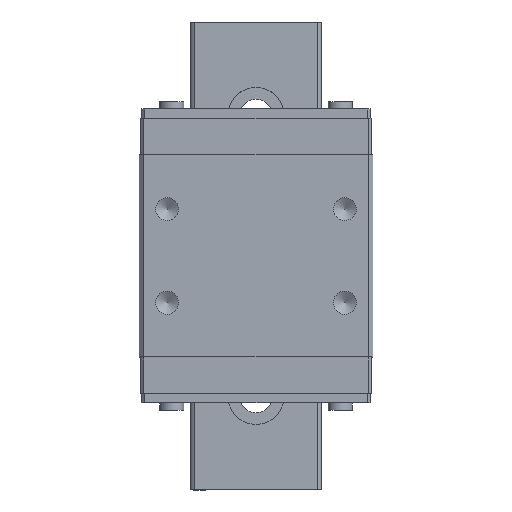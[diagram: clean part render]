
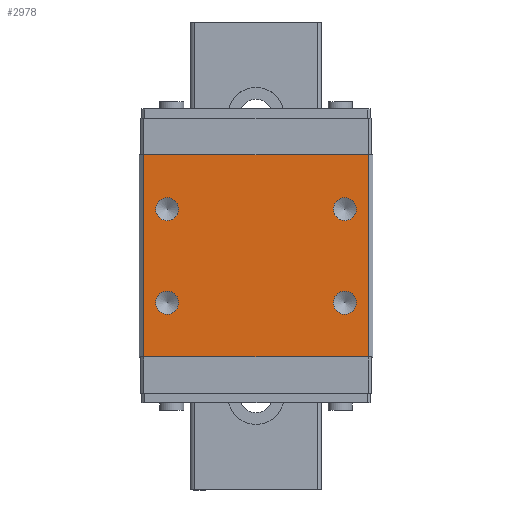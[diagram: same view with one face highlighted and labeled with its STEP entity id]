
A CAD part, top view. The second image highlights one B-rep face of the part: STEP entity #2978.
In plain terms, the highlighted planar face has unit normal (0, 0, 1).
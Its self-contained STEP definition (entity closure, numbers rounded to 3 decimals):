
#172=LINE('',#5541,#524);
#173=LINE('',#5551,#525);
#174=LINE('',#5553,#526);
#175=LINE('',#5555,#527);
#524=VECTOR('',#4645,1000.);
#525=VECTOR('',#4656,1000.);
#526=VECTOR('',#4657,1000.);
#527=VECTOR('',#4658,1000.);
#766=PLANE('',#4174);
#1142=ORIENTED_EDGE('',*,*,#1905,.T.);
#1143=ORIENTED_EDGE('',*,*,#1906,.T.);
#1144=ORIENTED_EDGE('',*,*,#1907,.T.);
#1145=ORIENTED_EDGE('',*,*,#1908,.T.);
#1146=ORIENTED_EDGE('',*,*,#1909,.F.);
#1147=ORIENTED_EDGE('',*,*,#1904,.F.);
#1148=ORIENTED_EDGE('',*,*,#1910,.T.);
#1149=ORIENTED_EDGE('',*,*,#1911,.T.);
#1904=EDGE_CURVE('',#2299,#2298,#172,.T.);
#1905=EDGE_CURVE('',#2300,#2300,#2486,.T.);
#1906=EDGE_CURVE('',#2301,#2301,#2487,.T.);
#1907=EDGE_CURVE('',#2302,#2302,#2488,.T.);
#1908=EDGE_CURVE('',#2303,#2303,#2489,.T.);
#1909=EDGE_CURVE('',#2298,#2304,#173,.T.);
#1910=EDGE_CURVE('',#2299,#2305,#174,.T.);
#1911=EDGE_CURVE('',#2305,#2304,#175,.T.);
#2298=VERTEX_POINT('',#5538);
#2299=VERTEX_POINT('',#5540);
#2300=VERTEX_POINT('',#5544);
#2301=VERTEX_POINT('',#5546);
#2302=VERTEX_POINT('',#5548);
#2303=VERTEX_POINT('',#5550);
#2304=VERTEX_POINT('',#5552);
#2305=VERTEX_POINT('',#5554);
#2486=CIRCLE('',#4175,1.23);
#2487=CIRCLE('',#4176,1.23);
#2488=CIRCLE('',#4177,1.23);
#2489=CIRCLE('',#4178,1.23);
#2556=EDGE_LOOP('',(#1142));
#2557=EDGE_LOOP('',(#1143));
#2558=EDGE_LOOP('',(#1144));
#2559=EDGE_LOOP('',(#1145));
#2560=EDGE_LOOP('',(#1146,#1147,#1148,#1149));
#2756=FACE_BOUND('',#2556,.T.);
#2757=FACE_BOUND('',#2557,.T.);
#2758=FACE_BOUND('',#2558,.T.);
#2759=FACE_BOUND('',#2559,.T.);
#2760=FACE_BOUND('',#2560,.T.);
#2978=ADVANCED_FACE('',(#2756,#2757,#2758,#2759,#2760),#766,.T.);
#4174=AXIS2_PLACEMENT_3D('',#5542,#4646,#4647);
#4175=AXIS2_PLACEMENT_3D('',#5543,#4648,#4649);
#4176=AXIS2_PLACEMENT_3D('',#5545,#4650,#4651);
#4177=AXIS2_PLACEMENT_3D('',#5547,#4652,#4653);
#4178=AXIS2_PLACEMENT_3D('',#5549,#4654,#4655);
#4645=DIRECTION('',(0.,1.,0.));
#4646=DIRECTION('',(0.,0.,1.));
#4647=DIRECTION('',(1.,0.,0.));
#4648=DIRECTION('',(0.,0.,-1.));
#4649=DIRECTION('',(0.,-1.,0.));
#4650=DIRECTION('',(0.,0.,-1.));
#4651=DIRECTION('',(0.,-1.,0.));
#4652=DIRECTION('',(0.,0.,-1.));
#4653=DIRECTION('',(0.,-1.,0.));
#4654=DIRECTION('',(0.,0.,-1.));
#4655=DIRECTION('',(0.,-1.,0.));
#4656=DIRECTION('',(1.,0.,0.));
#4657=DIRECTION('',(1.,0.,0.));
#4658=DIRECTION('',(0.,1.,0.));
#5538=CARTESIAN_POINT('',(-12.,10.8,9.));
#5540=CARTESIAN_POINT('',(-12.,-10.8,9.));
#5541=CARTESIAN_POINT('',(-12.,-10.8,9.));
#5542=CARTESIAN_POINT('',(-12.,-10.8,9.));
#5543=CARTESIAN_POINT('',(9.5,-5.,9.));
#5544=CARTESIAN_POINT('',(9.5,-6.23,9.));
#5545=CARTESIAN_POINT('',(-9.5,-5.,9.));
#5546=CARTESIAN_POINT('',(-9.5,-6.23,9.));
#5547=CARTESIAN_POINT('',(-9.5,5.,9.));
#5548=CARTESIAN_POINT('',(-9.5,3.771,9.));
#5549=CARTESIAN_POINT('',(9.5,5.,9.));
#5550=CARTESIAN_POINT('',(9.5,3.771,9.));
#5551=CARTESIAN_POINT('',(-12.,10.8,9.));
#5552=CARTESIAN_POINT('',(12.,10.8,9.));
#5553=CARTESIAN_POINT('',(-12.,-10.8,9.));
#5554=CARTESIAN_POINT('',(12.,-10.8,9.));
#5555=CARTESIAN_POINT('',(12.,-10.8,9.));
